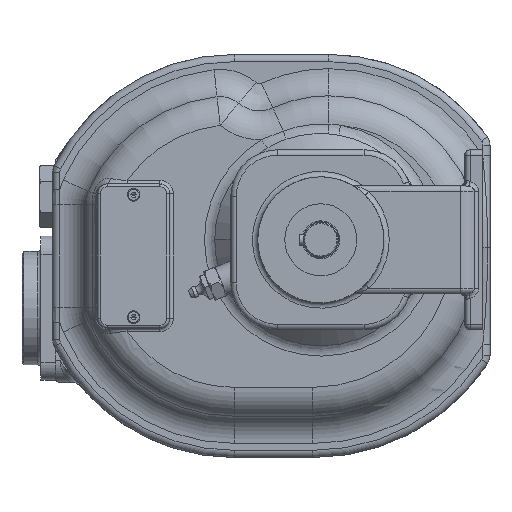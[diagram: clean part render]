
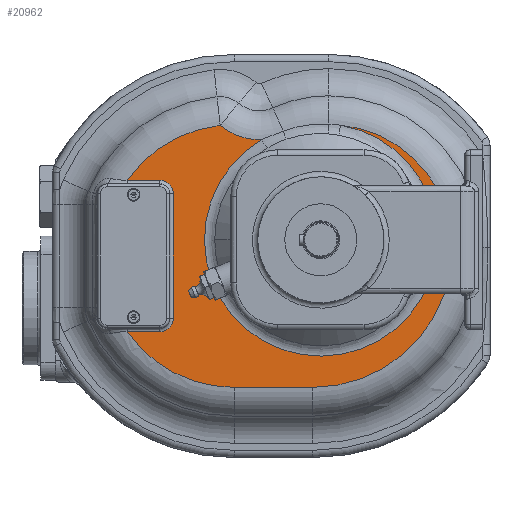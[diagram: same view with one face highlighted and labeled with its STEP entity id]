
A CAD part, left-side view. The second image highlights one B-rep face of the part: STEP entity #20962.
In plain terms, the highlighted planar face has unit normal (-1, 0, 0).
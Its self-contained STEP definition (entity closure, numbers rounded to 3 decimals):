
#1914=CARTESIAN_POINT('',(-34.,107.634,-51.105));
#2195=CARTESIAN_POINT('',(-34.,89.5,25.5));
#2196=DIRECTION('',(-1.,0.,0.));
#2197=DIRECTION('',(0.,-1.,0.));
#2198=AXIS2_PLACEMENT_3D('',#2195,#2196,#2197);
#2200=CARTESIAN_POINT('',(-34.,89.5,33.105));
#2201=CARTESIAN_POINT('',(-34.,91.521,33.105));
#2202=CARTESIAN_POINT('',(-34.,95.558,33.105));
#2203=CARTESIAN_POINT('',(-34.,101.603,33.105));
#2204=CARTESIAN_POINT('',(-34.,105.625,33.105));
#2205=CARTESIAN_POINT('',(-34.,107.634,33.105));
#2207=CARTESIAN_POINT('',(-34.,48.,-9.));
#2208=DIRECTION('',(-1.,0.,0.));
#2209=DIRECTION('',(0.,0.109,0.994));
#2210=AXIS2_PLACEMENT_3D('',#2207,#2208,#2209);
#2212=CARTESIAN_POINT('',(-34.,34.116,89.653));
#2213=DIRECTION('',(1.,0.,0.));
#2214=DIRECTION('',(0.,-0.038,-0.999));
#2215=AXIS2_PLACEMENT_3D('',#2212,#2213,#2214);
#2217=CARTESIAN_POINT('',(-34.,-4.5,-4.5));
#2218=DIRECTION('',(-1.,0.,0.));
#2219=DIRECTION('',(0.,-1.,0.));
#2220=AXIS2_PLACEMENT_3D('',#2217,#2218,#2219);
#2222=CARTESIAN_POINT('',(-34.,4.5,-4.5));
#2223=DIRECTION('',(-1.,0.,0.));
#2224=DIRECTION('',(0.,0.,-1.));
#2225=AXIS2_PLACEMENT_3D('',#2222,#2223,#2224);
#2227=DIRECTION('',(0.,-1.,0.));
#2228=VECTOR('',#2227,43.5);
#2229=CARTESIAN_POINT('',(-34.,48.,-82.));
#2230=LINE('',#2229,#2228);
#2231=CARTESIAN_POINT('',(-34.,48.,-9.));
#2232=DIRECTION('',(-1.,0.,0.));
#2233=DIRECTION('',(0.,0.817,-0.577));
#2234=AXIS2_PLACEMENT_3D('',#2231,#2232,#2233);
#2236=CARTESIAN_POINT('',(-34.,107.634,-51.105));
#2237=CARTESIAN_POINT('',(-34.,105.625,-51.105));
#2238=CARTESIAN_POINT('',(-34.,101.603,-51.105));
#2239=CARTESIAN_POINT('',(-34.,95.559,-51.105));
#2240=CARTESIAN_POINT('',(-34.,91.521,-51.105));
#2241=CARTESIAN_POINT('',(-34.,89.5,-51.105));
#2243=CARTESIAN_POINT('',(-34.,89.5,-43.5));
#2244=DIRECTION('',(-1.,0.,0.));
#2245=DIRECTION('',(0.,0.,-1.));
#2246=AXIS2_PLACEMENT_3D('',#2243,#2244,#2245);
#2248=DIRECTION('',(0.,0.,1.));
#2249=VECTOR('',#2248,69.);
#2250=CARTESIAN_POINT('',(-34.,81.895,-43.5));
#2251=LINE('',#2250,#2249);
#2498=CARTESIAN_POINT('',(-34.,0.,0.));
#2499=DIRECTION('',(1.,0.,0.));
#2500=DIRECTION('',(0.,-0.169,0.986));
#2501=AXIS2_PLACEMENT_3D('',#2498,#2499,#2500);
#15543=CARTESIAN_POINT('',(-34.,32.813,55.678));
#15544=VERTEX_POINT('',#15543);
#15545=CARTESIAN_POINT('',(-34.,-10.916,63.699));
#15546=VERTEX_POINT('',#15545);
#15587=CARTESIAN_POINT('',(-34.,48.,-82.));
#15588=CARTESIAN_POINT('',(-34.,4.5,-82.));
#15589=VERTEX_POINT('',#15587);
#15590=VERTEX_POINT('',#15588);
#15591=CARTESIAN_POINT('',(-34.,-73.,-4.5));
#15592=VERTEX_POINT('',#15591);
#15597=CARTESIAN_POINT('',(-34.,55.925,63.569));
#15598=VERTEX_POINT('',#15597);
#15689=CARTESIAN_POINT('',(-34.,81.895,25.5));
#15690=CARTESIAN_POINT('',(-34.,89.5,33.105));
#15691=VERTEX_POINT('',#15689);
#15692=VERTEX_POINT('',#15690);
#15697=VERTEX_POINT('',#2205);
#15716=VERTEX_POINT('',#1914);
#15718=VERTEX_POINT('',#2241);
#15720=CARTESIAN_POINT('',(-34.,81.895,-43.5));
#15721=VERTEX_POINT('',#15720);
#20936=CARTESIAN_POINT('',(-34.,0.,0.));
#20937=DIRECTION('',(-1.,0.,0.));
#20938=DIRECTION('',(0.,0.,1.));
#20939=AXIS2_PLACEMENT_3D('',#20936,#20937,#20938);
#20940=PLANE('',#20939);
#20942=ORIENTED_EDGE('',*,*,#20941,.T.);
#20943=ORIENTED_EDGE('',*,*,#20926,.T.);
#20944=ORIENTED_EDGE('',*,*,#18984,.F.);
#20945=ORIENTED_EDGE('',*,*,#19057,.F.);
#20947=ORIENTED_EDGE('',*,*,#20946,.F.);
#20949=ORIENTED_EDGE('',*,*,#20948,.F.);
#20951=ORIENTED_EDGE('',*,*,#20950,.F.);
#20952=ORIENTED_EDGE('',*,*,#19423,.F.);
#20953=ORIENTED_EDGE('',*,*,#19443,.F.);
#20955=ORIENTED_EDGE('',*,*,#20954,.T.);
#20957=ORIENTED_EDGE('',*,*,#20956,.T.);
#20959=ORIENTED_EDGE('',*,*,#20958,.T.);
#20960=EDGE_LOOP('',(#20942,#20943,#20944,#20945,#20947,#20949,#20951,#20952,
#20953,#20955,#20957,#20959));
#20961=FACE_OUTER_BOUND('',#20960,.F.);
#20962=ADVANCED_FACE('',(#20961),#20940,.T.);
#2199=CIRCLE('',#2198,7.605);
#2206=B_SPLINE_CURVE_WITH_KNOTS('',3,(#2200,#2201,#2202,#2203,#2204,#2205),
.UNSPECIFIED.,.F.,.F.,(4,1,1,4),(0.,0.333,0.667,1.),
.UNSPECIFIED.);
#2211=CIRCLE('',#2210,73.);
#2216=CIRCLE('',#2215,34.);
#2221=CIRCLE('',#2220,68.5);
#2226=CIRCLE('',#2225,77.5);
#2235=CIRCLE('',#2234,73.);
#2242=B_SPLINE_CURVE_WITH_KNOTS('',3,(#2236,#2237,#2238,#2239,#2240,#2241),
.UNSPECIFIED.,.F.,.F.,(4,1,1,4),(0.,0.333,0.667,1.),
.UNSPECIFIED.);
#2247=CIRCLE('',#2246,7.605);
#2502=CIRCLE('',#2501,64.627);
#18984=EDGE_CURVE('',#15598,#15697,#2211,.T.);
#19057=EDGE_CURVE('',#15544,#15598,#2216,.T.);
#19423=EDGE_CURVE('',#15589,#15590,#2230,.T.);
#19443=EDGE_CURVE('',#15716,#15589,#2235,.T.);
#20926=EDGE_CURVE('',#15692,#15697,#2206,.T.);
#20941=EDGE_CURVE('',#15691,#15692,#2199,.T.);
#20946=EDGE_CURVE('',#15546,#15544,#2502,.T.);
#20948=EDGE_CURVE('',#15592,#15546,#2221,.T.);
#20950=EDGE_CURVE('',#15590,#15592,#2226,.T.);
#20954=EDGE_CURVE('',#15716,#15718,#2242,.T.);
#20956=EDGE_CURVE('',#15718,#15721,#2247,.T.);
#20958=EDGE_CURVE('',#15721,#15691,#2251,.T.);
